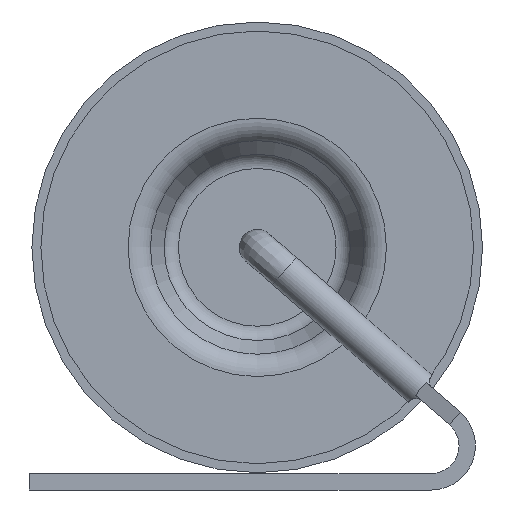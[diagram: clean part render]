
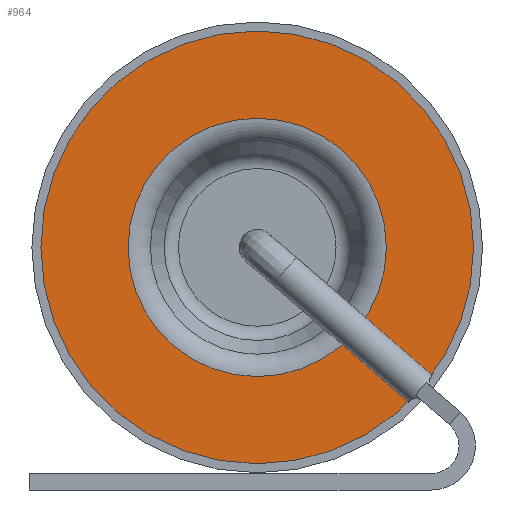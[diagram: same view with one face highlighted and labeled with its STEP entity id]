
A CAD part, left-side view. The second image highlights one B-rep face of the part: STEP entity #964.
In plain terms, the highlighted planar face has unit normal (-1, 0, 0).
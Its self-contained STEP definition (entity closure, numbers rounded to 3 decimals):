
#58=FACE_BOUND('',#166,.T.);
#64=PLANE('',#1051);
#106=FACE_OUTER_BOUND('',#165,.T.);
#165=EDGE_LOOP('',(#693));
#166=EDGE_LOOP('',(#694));
#394=CIRCLE('',#1045,1.433);
#398=CIRCLE('',#1052,2.4);
#434=VERTEX_POINT('',#1435);
#436=VERTEX_POINT('',#1444);
#532=EDGE_CURVE('',#434,#434,#394,.T.);
#536=EDGE_CURVE('',#436,#436,#398,.T.);
#693=ORIENTED_EDGE('',*,*,#536,.T.);
#694=ORIENTED_EDGE('',*,*,#532,.F.);
#964=ADVANCED_FACE('',(#106,#58),#64,.F.);
#1045=AXIS2_PLACEMENT_3D('',#1436,#1163,#1164);
#1051=AXIS2_PLACEMENT_3D('',#1443,#1175,#1176);
#1052=AXIS2_PLACEMENT_3D('',#1445,#1177,#1178);
#1163=DIRECTION('center_axis',(-1.,0.,0.));
#1164=DIRECTION('ref_axis',(0.,0.,1.));
#1175=DIRECTION('center_axis',(1.,0.,0.));
#1176=DIRECTION('ref_axis',(0.,1.,0.));
#1177=DIRECTION('center_axis',(-1.,0.,0.));
#1178=DIRECTION('ref_axis',(0.,1.,0.));
#1435=CARTESIAN_POINT('',(-2.5,0.,-1.433));
#1436=CARTESIAN_POINT('Origin',(-2.5,0.,0.));
#1443=CARTESIAN_POINT('Origin',(-2.5,0.,0.));
#1444=CARTESIAN_POINT('',(-2.5,-2.4,0.));
#1445=CARTESIAN_POINT('Origin',(-2.5,0.,0.));
